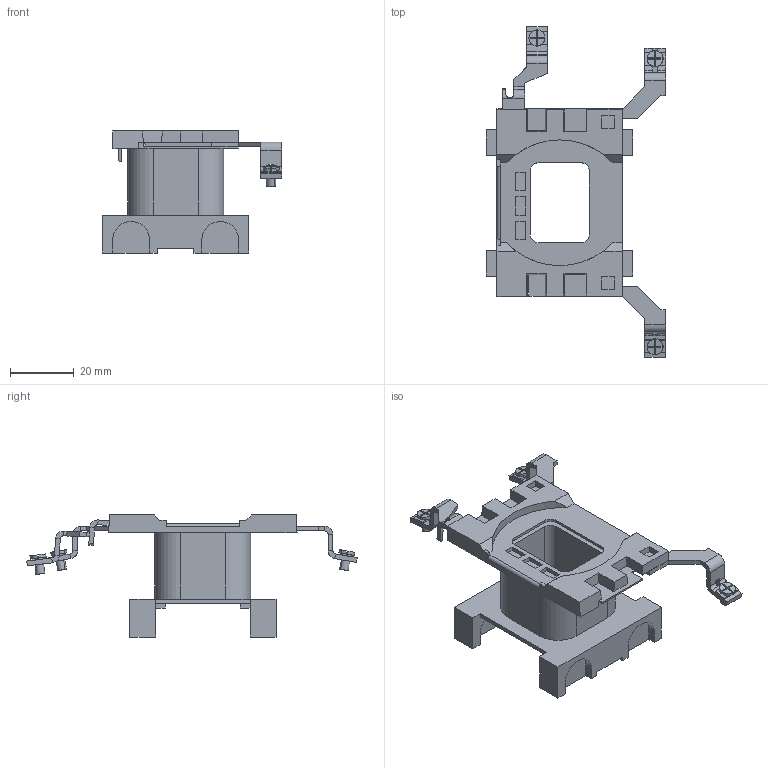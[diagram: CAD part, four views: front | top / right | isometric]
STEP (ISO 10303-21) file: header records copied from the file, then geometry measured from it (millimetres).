
FILE_DESCRIPTION (( 'STEP AP214' ), '1' );
FILE_NAME ('BLX1D6B5.STEP', '2019-09-21T16:33:53', ( '' ), ( '' ), 'SwSTEP 2.0', 'SolidWorks 2017', '' );
FILE_SCHEMA (( 'AUTOMOTIVE_DESIGN' ));
Length unit declared in the file: millimetre
Products named in the file (1): BLX1D6B5
Bounding box: 55.95 x 103.32 x 38.15 mm (x, y, z)
Surface area: 19320.1 mm2 (no closed solid volume)
Topology: 0 solids, 12 shells, 368 faces, 1004 edges, 650 vertices
Faces by surface type: plane 305, cylinder 63
Entity records: 15542 total; most frequent: CARTESIAN_POINT 2075, ORIENTED_EDGE 1950, DIRECTION 1906, EDGE_CURVE 1004, LINE 820, VECTOR 820, VERTEX_POINT 650, AXIS2_PLACEMENT_3D 543
